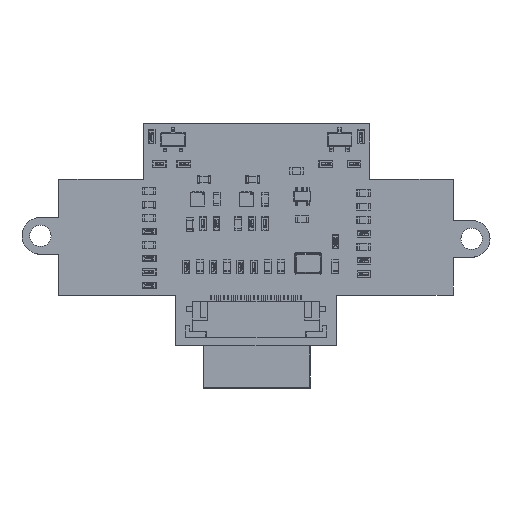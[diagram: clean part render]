
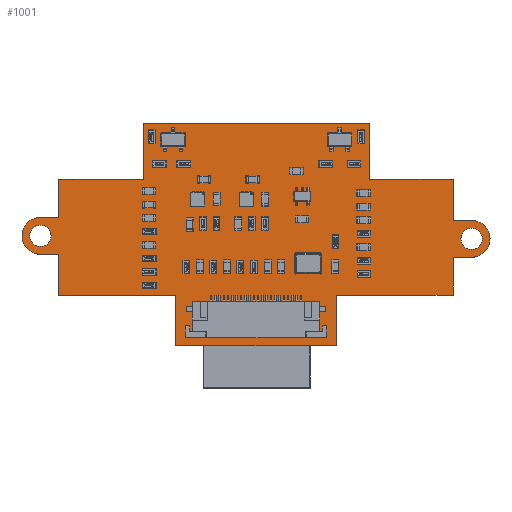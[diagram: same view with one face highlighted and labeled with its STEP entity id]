
A CAD part, top view. The second image highlights one B-rep face of the part: STEP entity #1001.
In plain terms, the highlighted planar face has unit normal (0, 0, 1).
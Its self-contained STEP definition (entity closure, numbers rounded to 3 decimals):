
#284 = VERTEX_POINT('',#285);
#285 = CARTESIAN_POINT('',(4.3,5.9,1.582));
#291 = EDGE_CURVE('',#284,#292,#294,.T.);
#292 = VERTEX_POINT('',#293);
#293 = CARTESIAN_POINT('',(4.3,10.675,1.582));
#294 = LINE('',#295,#296);
#295 = CARTESIAN_POINT('',(4.3,5.9,1.582));
#296 = VECTOR('',#297,1.);
#297 = DIRECTION('',(0.,1.,0.));
#322 = EDGE_CURVE('',#292,#323,#325,.T.);
#323 = VERTEX_POINT('',#324);
#324 = CARTESIAN_POINT('',(2.15,10.675,1.582));
#325 = LINE('',#326,#327);
#326 = CARTESIAN_POINT('',(4.3,10.675,1.582));
#327 = VECTOR('',#328,1.);
#328 = DIRECTION('',(-1.,0.,0.));
#353 = EDGE_CURVE('',#323,#354,#356,.T.);
#354 = VERTEX_POINT('',#355);
#355 = CARTESIAN_POINT('',(2.15,14.975,1.582));
#356 = CIRCLE('',#357,2.15);
#357 = AXIS2_PLACEMENT_3D('',#358,#359,#360);
#358 = CARTESIAN_POINT('',(2.15,12.825,1.582));
#359 = DIRECTION('',(0.,0.,-1.));
#360 = DIRECTION('',(0.,-1.,0.));
#386 = EDGE_CURVE('',#354,#387,#389,.T.);
#387 = VERTEX_POINT('',#388);
#388 = CARTESIAN_POINT('',(4.3,14.975,1.582));
#389 = LINE('',#390,#391);
#390 = CARTESIAN_POINT('',(2.15,14.975,1.582));
#391 = VECTOR('',#392,1.);
#392 = DIRECTION('',(1.,0.,0.));
#417 = EDGE_CURVE('',#387,#418,#420,.T.);
#418 = VERTEX_POINT('',#419);
#419 = CARTESIAN_POINT('',(4.3,19.4,1.582));
#420 = LINE('',#421,#422);
#421 = CARTESIAN_POINT('',(4.3,14.975,1.582));
#422 = VECTOR('',#423,1.);
#423 = DIRECTION('',(0.,1.,0.));
#448 = EDGE_CURVE('',#418,#449,#451,.T.);
#449 = VERTEX_POINT('',#450);
#450 = CARTESIAN_POINT('',(14.175,19.4,1.582));
#451 = LINE('',#452,#453);
#452 = CARTESIAN_POINT('',(4.3,19.4,1.582));
#453 = VECTOR('',#454,1.);
#454 = DIRECTION('',(1.,0.,0.));
#479 = EDGE_CURVE('',#449,#480,#482,.T.);
#480 = VERTEX_POINT('',#481);
#481 = CARTESIAN_POINT('',(14.175,25.9,1.582));
#482 = LINE('',#483,#484);
#483 = CARTESIAN_POINT('',(14.175,19.4,1.582));
#484 = VECTOR('',#485,1.);
#485 = DIRECTION('',(0.,1.,0.));
#510 = EDGE_CURVE('',#480,#511,#513,.T.);
#511 = VERTEX_POINT('',#512);
#512 = CARTESIAN_POINT('',(40.575,25.9,1.582));
#513 = LINE('',#514,#515);
#514 = CARTESIAN_POINT('',(14.175,25.9,1.582));
#515 = VECTOR('',#516,1.);
#516 = DIRECTION('',(1.,0.,0.));
#541 = EDGE_CURVE('',#511,#542,#544,.T.);
#542 = VERTEX_POINT('',#543);
#543 = CARTESIAN_POINT('',(40.575,19.4,1.582));
#544 = LINE('',#545,#546);
#545 = CARTESIAN_POINT('',(40.575,25.9,1.582));
#546 = VECTOR('',#547,1.);
#547 = DIRECTION('',(0.,-1.,0.));
#572 = EDGE_CURVE('',#542,#573,#575,.T.);
#573 = VERTEX_POINT('',#574);
#574 = CARTESIAN_POINT('',(50.3,19.4,1.582));
#575 = LINE('',#576,#577);
#576 = CARTESIAN_POINT('',(40.575,19.4,1.582));
#577 = VECTOR('',#578,1.);
#578 = DIRECTION('',(1.,0.,0.));
#603 = EDGE_CURVE('',#573,#604,#606,.T.);
#604 = VERTEX_POINT('',#605);
#605 = CARTESIAN_POINT('',(50.3,14.625,1.582));
#606 = LINE('',#607,#608);
#607 = CARTESIAN_POINT('',(50.3,19.4,1.582));
#608 = VECTOR('',#609,1.);
#609 = DIRECTION('',(0.,-1.,0.));
#634 = EDGE_CURVE('',#604,#635,#637,.T.);
#635 = VERTEX_POINT('',#636);
#636 = CARTESIAN_POINT('',(52.45,14.625,1.582));
#637 = LINE('',#638,#639);
#638 = CARTESIAN_POINT('',(50.3,14.625,1.582));
#639 = VECTOR('',#640,1.);
#640 = DIRECTION('',(1.,0.,0.));
#665 = EDGE_CURVE('',#635,#666,#668,.T.);
#666 = VERTEX_POINT('',#667);
#667 = CARTESIAN_POINT('',(52.45,10.325,1.582));
#668 = CIRCLE('',#669,2.15);
#669 = AXIS2_PLACEMENT_3D('',#670,#671,#672);
#670 = CARTESIAN_POINT('',(52.45,12.475,1.582));
#671 = DIRECTION('',(0.,0.,-1.));
#672 = DIRECTION('',(0.,1.,0.));
#698 = EDGE_CURVE('',#666,#699,#701,.T.);
#699 = VERTEX_POINT('',#700);
#700 = CARTESIAN_POINT('',(50.3,10.325,1.582));
#701 = LINE('',#702,#703);
#702 = CARTESIAN_POINT('',(52.45,10.325,1.582));
#703 = VECTOR('',#704,1.);
#704 = DIRECTION('',(-1.,0.,0.));
#729 = EDGE_CURVE('',#699,#730,#732,.T.);
#730 = VERTEX_POINT('',#731);
#731 = CARTESIAN_POINT('',(50.3,5.9,1.582));
#732 = LINE('',#733,#734);
#733 = CARTESIAN_POINT('',(50.3,10.325,1.582));
#734 = VECTOR('',#735,1.);
#735 = DIRECTION('',(0.,-1.,0.));
#760 = EDGE_CURVE('',#730,#761,#763,.T.);
#761 = VERTEX_POINT('',#762);
#762 = CARTESIAN_POINT('',(36.65,5.9,1.582));
#763 = LINE('',#764,#765);
#764 = CARTESIAN_POINT('',(50.3,5.9,1.582));
#765 = VECTOR('',#766,1.);
#766 = DIRECTION('',(-1.,0.,0.));
#791 = EDGE_CURVE('',#761,#792,#794,.T.);
#792 = VERTEX_POINT('',#793);
#793 = CARTESIAN_POINT('',(36.65,0.,1.582));
#794 = LINE('',#795,#796);
#795 = CARTESIAN_POINT('',(36.65,5.9,1.582));
#796 = VECTOR('',#797,1.);
#797 = DIRECTION('',(0.,-1.,0.));
#822 = EDGE_CURVE('',#792,#823,#825,.T.);
#823 = VERTEX_POINT('',#824);
#824 = CARTESIAN_POINT('',(17.95,0.,1.582));
#825 = LINE('',#826,#827);
#826 = CARTESIAN_POINT('',(36.65,0.,1.582));
#827 = VECTOR('',#828,1.);
#828 = DIRECTION('',(-1.,0.,0.));
#853 = EDGE_CURVE('',#823,#854,#856,.T.);
#854 = VERTEX_POINT('',#855);
#855 = CARTESIAN_POINT('',(17.95,5.9,1.582));
#856 = LINE('',#857,#858);
#857 = CARTESIAN_POINT('',(17.95,0.,1.582));
#858 = VECTOR('',#859,1.);
#859 = DIRECTION('',(0.,1.,0.));
#884 = EDGE_CURVE('',#854,#284,#885,.T.);
#885 = LINE('',#886,#887);
#886 = CARTESIAN_POINT('',(17.95,5.9,1.582));
#887 = VECTOR('',#888,1.);
#888 = DIRECTION('',(-1.,0.,0.));
#908 = VERTEX_POINT('',#909);
#909 = CARTESIAN_POINT('',(3.4,12.825,1.582));
#915 = EDGE_CURVE('',#908,#908,#916,.T.);
#916 = CIRCLE('',#917,1.25);
#917 = AXIS2_PLACEMENT_3D('',#918,#919,#920);
#918 = CARTESIAN_POINT('',(2.15,12.825,1.582));
#919 = DIRECTION('',(0.,0.,1.));
#920 = DIRECTION('',(1.,0.,0.));
#941 = VERTEX_POINT('',#942);
#942 = CARTESIAN_POINT('',(53.7,12.475,1.582));
#948 = EDGE_CURVE('',#941,#941,#949,.T.);
#949 = CIRCLE('',#950,1.25);
#950 = AXIS2_PLACEMENT_3D('',#951,#952,#953);
#951 = CARTESIAN_POINT('',(52.45,12.475,1.582));
#952 = DIRECTION('',(0.,0.,1.));
#953 = DIRECTION('',(1.,0.,0.));
#1001 = ADVANCED_FACE('',(#1002,#1024,#1027),#1030,.F.);
#1002 = FACE_BOUND('',#1003,.F.);
#1003 = EDGE_LOOP('',(#1004,#1005,#1006,#1007,#1008,#1009,#1010,#1011,
    #1012,#1013,#1014,#1015,#1016,#1017,#1018,#1019,#1020,#1021,#1022,
    #1023));
#1004 = ORIENTED_EDGE('',*,*,#291,.T.);
#1005 = ORIENTED_EDGE('',*,*,#322,.T.);
#1006 = ORIENTED_EDGE('',*,*,#353,.T.);
#1007 = ORIENTED_EDGE('',*,*,#386,.T.);
#1008 = ORIENTED_EDGE('',*,*,#417,.T.);
#1009 = ORIENTED_EDGE('',*,*,#448,.T.);
#1010 = ORIENTED_EDGE('',*,*,#479,.T.);
#1011 = ORIENTED_EDGE('',*,*,#510,.T.);
#1012 = ORIENTED_EDGE('',*,*,#541,.T.);
#1013 = ORIENTED_EDGE('',*,*,#572,.T.);
#1014 = ORIENTED_EDGE('',*,*,#603,.T.);
#1015 = ORIENTED_EDGE('',*,*,#634,.T.);
#1016 = ORIENTED_EDGE('',*,*,#665,.T.);
#1017 = ORIENTED_EDGE('',*,*,#698,.T.);
#1018 = ORIENTED_EDGE('',*,*,#729,.T.);
#1019 = ORIENTED_EDGE('',*,*,#760,.T.);
#1020 = ORIENTED_EDGE('',*,*,#791,.T.);
#1021 = ORIENTED_EDGE('',*,*,#822,.T.);
#1022 = ORIENTED_EDGE('',*,*,#853,.T.);
#1023 = ORIENTED_EDGE('',*,*,#884,.T.);
#1024 = FACE_BOUND('',#1025,.F.);
#1025 = EDGE_LOOP('',(#1026));
#1026 = ORIENTED_EDGE('',*,*,#915,.T.);
#1027 = FACE_BOUND('',#1028,.F.);
#1028 = EDGE_LOOP('',(#1029));
#1029 = ORIENTED_EDGE('',*,*,#948,.T.);
#1030 = PLANE('',#1031);
#1031 = AXIS2_PLACEMENT_3D('',#1032,#1033,#1034);
#1032 = CARTESIAN_POINT('',(4.3,5.9,1.582));
#1033 = DIRECTION('',(0.,0.,-1.));
#1034 = DIRECTION('',(-1.,0.,0.));
